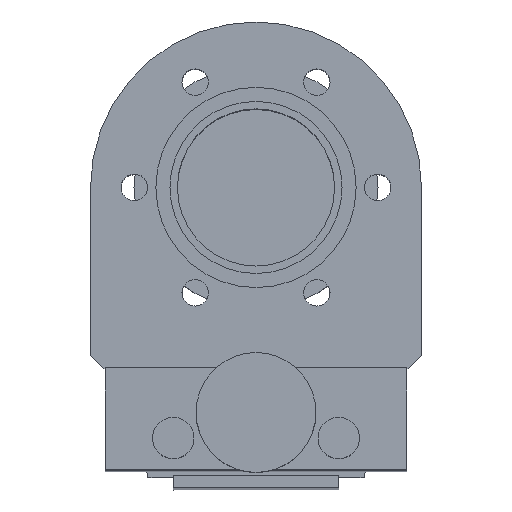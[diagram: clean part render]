
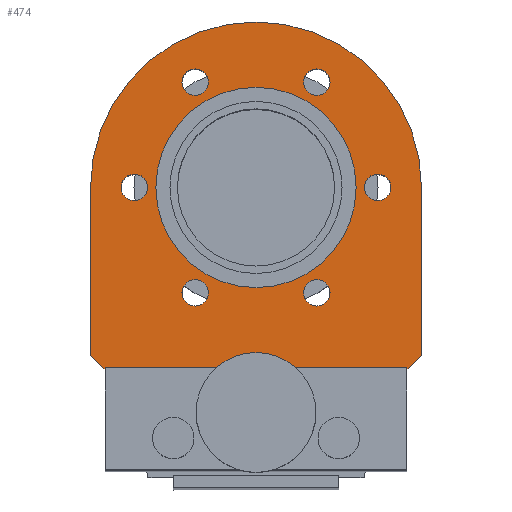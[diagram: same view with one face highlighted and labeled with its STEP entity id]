
A CAD part, top view. The second image highlights one B-rep face of the part: STEP entity #474.
In plain terms, the highlighted planar face has unit normal (0, 0, 1).
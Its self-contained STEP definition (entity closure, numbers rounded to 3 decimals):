
#474=ADVANCED_FACE('26:1315',(#719,#720,#721,#722,#723,#724,#725,#726),#727,.T.);
#719=FACE_BOUND('',#1042,.T.);
#720=FACE_BOUND('',#1043,.T.);
#721=FACE_BOUND('',#1044,.T.);
#722=FACE_BOUND('',#1045,.T.);
#723=FACE_BOUND('',#1046,.T.);
#724=FACE_OUTER_BOUND('',#1047,.T.);
#725=FACE_BOUND('',#1048,.T.);
#726=FACE_BOUND('',#1049,.T.);
#727=PLANE('',#1050);
#1042=EDGE_LOOP('',(#1687,#1688));
#1043=EDGE_LOOP('',(#1689,#1690));
#1044=EDGE_LOOP('',(#1691,#1692));
#1045=EDGE_LOOP('',(#1693,#1694));
#1046=EDGE_LOOP('',(#1695,#1696));
#1047=EDGE_LOOP('',(#1697,#1698,#1699,#1700,#1701,#1702));
#1048=EDGE_LOOP('',(#1703,#1704));
#1049=EDGE_LOOP('',(#1705,#1706));
#1050=AXIS2_PLACEMENT_3D('',#1707,#1708,#1709);
#1687=ORIENTED_EDGE('',*,*,#2293,.F.);
#1688=ORIENTED_EDGE('',*,*,#2314,.F.);
#1689=ORIENTED_EDGE('',*,*,#2315,.F.);
#1690=ORIENTED_EDGE('',*,*,#2316,.F.);
#1691=ORIENTED_EDGE('',*,*,#2317,.F.);
#1692=ORIENTED_EDGE('',*,*,#2287,.F.);
#1693=ORIENTED_EDGE('',*,*,#2318,.F.);
#1694=ORIENTED_EDGE('',*,*,#2283,.F.);
#1695=ORIENTED_EDGE('',*,*,#2319,.F.);
#1696=ORIENTED_EDGE('',*,*,#2279,.F.);
#1697=ORIENTED_EDGE('',*,*,#2320,.F.);
#1698=ORIENTED_EDGE('',*,*,#2321,.F.);
#1699=ORIENTED_EDGE('',*,*,#2322,.F.);
#1700=ORIENTED_EDGE('',*,*,#2323,.F.);
#1701=ORIENTED_EDGE('',*,*,#2324,.F.);
#1702=ORIENTED_EDGE('',*,*,#2325,.F.);
#1703=ORIENTED_EDGE('',*,*,#2326,.F.);
#1704=ORIENTED_EDGE('',*,*,#2275,.F.);
#1705=ORIENTED_EDGE('',*,*,#2327,.F.);
#1706=ORIENTED_EDGE('',*,*,#2271,.F.);
#1707=CARTESIAN_POINT('',(0.0,70.0,83.0));
#1708=DIRECTION('',(0.0,0.0,1.0));
#1709=DIRECTION('',(1.0,0.0,0.0));
#2271=EDGE_CURVE('26:1363',#2670,#2673,#2674,.T.);
#2275=EDGE_CURVE('26:1366',#2678,#2681,#2682,.T.);
#2279=EDGE_CURVE('26:1375',#2686,#2689,#2690,.T.);
#2283=EDGE_CURVE('26:1378',#2694,#2697,#2698,.T.);
#2287=EDGE_CURVE('26:1381',#2702,#2705,#2706,.T.);
#2293=EDGE_CURVE('26:1372',#2715,#2711,#2717,.T.);
#2314=EDGE_CURVE('26:1372',#2711,#2715,#2750,.T.);
#2315=EDGE_CURVE('26:1351',#2751,#2752,#2753,.T.);
#2316=EDGE_CURVE('26:1351',#2752,#2751,#2754,.T.);
#2317=EDGE_CURVE('26:1381',#2705,#2702,#2755,.T.);
#2318=EDGE_CURVE('26:1378',#2697,#2694,#2756,.T.);
#2319=EDGE_CURVE('26:1375',#2689,#2686,#2757,.T.);
#2320=EDGE_CURVE('11:1018',#2758,#2759,#2760,.T.);
#2321=EDGE_CURVE('11:1009',#2761,#2758,#2762,.T.);
#2322=EDGE_CURVE('11:1000',#2763,#2761,#2764,.T.);
#2323=EDGE_CURVE('11:988',#2765,#2763,#2766,.T.);
#2324=EDGE_CURVE('11:1036',#2767,#2765,#2768,.T.);
#2325=EDGE_CURVE('11:1027',#2759,#2767,#2769,.T.);
#2326=EDGE_CURVE('26:1366',#2681,#2678,#2770,.T.);
#2327=EDGE_CURVE('26:1363',#2673,#2670,#2771,.T.);
#2670=VERTEX_POINT('',#3209);
#2673=VERTEX_POINT('',#3213);
#2674=CIRCLE('',#3214,3.2);
#2678=VERTEX_POINT('',#3219);
#2681=VERTEX_POINT('',#3223);
#2682=CIRCLE('',#3224,3.2);
#2686=VERTEX_POINT('',#3229);
#2689=VERTEX_POINT('',#3233);
#2690=CIRCLE('',#3234,3.2);
#2694=VERTEX_POINT('',#3239);
#2697=VERTEX_POINT('',#3243);
#2698=CIRCLE('',#3244,3.2);
#2702=VERTEX_POINT('',#3249);
#2705=VERTEX_POINT('',#3253);
#2706=CIRCLE('',#3254,3.2);
#2711=VERTEX_POINT('',#3260);
#2715=VERTEX_POINT('',#3265);
#2717=CIRCLE('',#3268,3.2);
#2750=CIRCLE('',#3308,3.2);
#2751=VERTEX_POINT('',#3309);
#2752=VERTEX_POINT('',#3310);
#2753=CIRCLE('',#3311,24.2);
#2754=CIRCLE('',#3312,24.2);
#2755=CIRCLE('',#3313,3.2);
#2756=CIRCLE('',#3314,3.2);
#2757=CIRCLE('',#3315,3.2);
#2758=VERTEX_POINT('',#3316);
#2759=VERTEX_POINT('',#3317);
#2760=LINE('',#3318,#3319);
#2761=VERTEX_POINT('',#3320);
#2762=CIRCLE('',#3321,40.0);
#2763=VERTEX_POINT('',#3322);
#2764=LINE('',#3323,#3324);
#2765=VERTEX_POINT('',#3325);
#2766=LINE('',#3326,#3327);
#2767=VERTEX_POINT('',#3328);
#2768=LINE('',#3329,#3330);
#2769=LINE('',#3331,#3332);
#2770=CIRCLE('',#3333,3.2);
#2771=CIRCLE('',#3334,3.2);
#3209=CARTESIAN_POINT('',(-17.9,95.461,83.0));
#3213=CARTESIAN_POINT('',(-11.5,95.461,83.0));
#3214=AXIS2_PLACEMENT_3D('',#3785,#3786,#3787);
#3219=CARTESIAN_POINT('',(11.5,95.461,83.0));
#3223=CARTESIAN_POINT('',(17.9,95.461,83.0));
#3224=AXIS2_PLACEMENT_3D('',#3793,#3794,#3795);
#3229=CARTESIAN_POINT('',(11.5,44.539,83.0));
#3233=CARTESIAN_POINT('',(17.9,44.539,83.0));
#3234=AXIS2_PLACEMENT_3D('',#3801,#3802,#3803);
#3239=CARTESIAN_POINT('',(-17.9,44.539,83.0));
#3243=CARTESIAN_POINT('',(-11.5,44.539,83.0));
#3244=AXIS2_PLACEMENT_3D('',#3809,#3810,#3811);
#3249=CARTESIAN_POINT('',(-32.6,70.,83.0));
#3253=CARTESIAN_POINT('',(-26.2,70.,83.0));
#3254=AXIS2_PLACEMENT_3D('',#3817,#3818,#3819);
#3260=CARTESIAN_POINT('',(32.6,70.,83.0));
#3265=CARTESIAN_POINT('',(26.2,70.0,83.0));
#3268=AXIS2_PLACEMENT_3D('',#3829,#3830,#3831);
#3308=AXIS2_PLACEMENT_3D('',#3878,#3879,#3880);
#3309=CARTESIAN_POINT('',(24.2,70.0,83.0));
#3310=CARTESIAN_POINT('',(-24.2,70.0,83.0));
#3311=AXIS2_PLACEMENT_3D('',#3881,#3882,#3883);
#3312=AXIS2_PLACEMENT_3D('',#3884,#3885,#3886);
#3313=AXIS2_PLACEMENT_3D('',#3887,#3888,#3889);
#3314=AXIS2_PLACEMENT_3D('',#3890,#3891,#3892);
#3315=AXIS2_PLACEMENT_3D('',#3893,#3894,#3895);
#3316=CARTESIAN_POINT('',(40.0,70.,83.0));
#3317=CARTESIAN_POINT('',(40.0,29.5,83.0));
#3318=CARTESIAN_POINT('',(40.0,29.5,83.0));
#3319=VECTOR('',#3896,1.0);
#3320=CARTESIAN_POINT('',(-40.0,70.,83.0));
#3321=AXIS2_PLACEMENT_3D('',#3897,#3898,#3899);
#3322=CARTESIAN_POINT('',(-40.0,29.5,83.0));
#3323=CARTESIAN_POINT('',(-40.0,29.5,83.0));
#3324=VECTOR('',#3900,1.0);
#3325=CARTESIAN_POINT('',(-36.5,26.0,83.0));
#3326=CARTESIAN_POINT('',(-36.5,26.0,83.0));
#3327=VECTOR('',#3901,1.0);
#3328=CARTESIAN_POINT('',(36.5,26.0,83.0));
#3329=CARTESIAN_POINT('',(-36.5,26.0,83.0));
#3330=VECTOR('',#3902,1.0);
#3331=CARTESIAN_POINT('',(36.5,26.0,83.0));
#3332=VECTOR('',#3903,1.);
#3333=AXIS2_PLACEMENT_3D('',#3904,#3905,#3906);
#3334=AXIS2_PLACEMENT_3D('',#3907,#3908,#3909);
#3785=CARTESIAN_POINT('',(-14.7,95.461,83.0));
#3786=DIRECTION('',(0.0,0.0,1.0));
#3787=DIRECTION('',(1.0,0.0,-0.0));
#3793=CARTESIAN_POINT('',(14.7,95.461,83.0));
#3794=DIRECTION('',(0.0,0.0,1.0));
#3795=DIRECTION('',(1.0,0.0,-0.0));
#3801=CARTESIAN_POINT('',(14.7,44.539,83.0));
#3802=DIRECTION('',(0.0,0.0,1.0));
#3803=DIRECTION('',(1.0,0.0,-0.0));
#3809=CARTESIAN_POINT('',(-14.7,44.539,83.0));
#3810=DIRECTION('',(0.0,0.0,1.0));
#3811=DIRECTION('',(1.0,0.0,-0.0));
#3817=CARTESIAN_POINT('',(-29.4,70.,83.0));
#3818=DIRECTION('',(0.0,0.0,1.0));
#3819=DIRECTION('',(1.0,0.0,-0.0));
#3829=CARTESIAN_POINT('',(29.4,70.,83.0));
#3830=DIRECTION('',(0.0,0.0,1.0));
#3831=DIRECTION('',(1.0,0.0,-0.0));
#3878=CARTESIAN_POINT('',(29.4,70.,83.0));
#3879=DIRECTION('',(0.0,0.0,1.0));
#3880=DIRECTION('',(1.0,0.0,-0.0));
#3881=CARTESIAN_POINT('',(0.0,70.0,83.0));
#3882=DIRECTION('',(0.0,0.0,1.0));
#3883=DIRECTION('',(1.0,0.0,-0.0));
#3884=CARTESIAN_POINT('',(0.0,70.0,83.0));
#3885=DIRECTION('',(0.0,0.0,1.0));
#3886=DIRECTION('',(1.0,0.0,-0.0));
#3887=CARTESIAN_POINT('',(-29.4,70.,83.0));
#3888=DIRECTION('',(0.0,0.0,1.0));
#3889=DIRECTION('',(1.0,0.0,-0.0));
#3890=CARTESIAN_POINT('',(-14.7,44.539,83.0));
#3891=DIRECTION('',(0.0,0.0,1.0));
#3892=DIRECTION('',(1.0,0.0,-0.0));
#3893=CARTESIAN_POINT('',(14.7,44.539,83.0));
#3894=DIRECTION('',(0.0,0.0,1.0));
#3895=DIRECTION('',(1.0,0.0,-0.0));
#3896=DIRECTION('',(0.,-1.0,0.0));
#3897=CARTESIAN_POINT('',(0.0,70.0,83.0));
#3898=DIRECTION('',(0.0,0.0,-1.0));
#3899=DIRECTION('',(1.0,0.,0.0));
#3900=DIRECTION('',(0.,1.0,0.0));
#3901=DIRECTION('',(-0.707,0.707,0.0));
#3902=DIRECTION('',(-1.0,0.,0.0));
#3903=DIRECTION('',(-0.707,-0.707,-0.0));
#3904=CARTESIAN_POINT('',(14.7,95.461,83.0));
#3905=DIRECTION('',(0.0,0.0,1.0));
#3906=DIRECTION('',(1.0,0.0,-0.0));
#3907=CARTESIAN_POINT('',(-14.7,95.461,83.0));
#3908=DIRECTION('',(0.0,0.0,1.0));
#3909=DIRECTION('',(1.0,0.0,-0.0));
